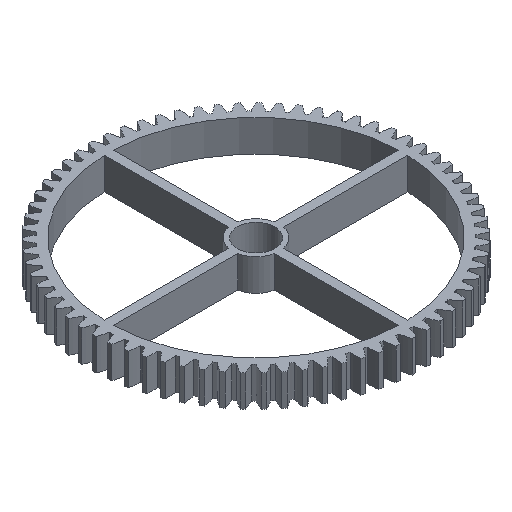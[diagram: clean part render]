
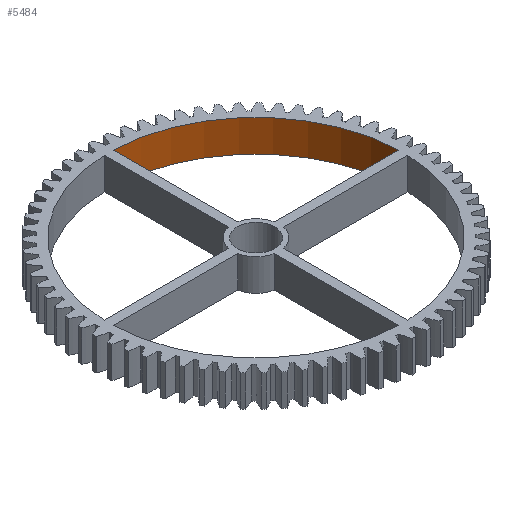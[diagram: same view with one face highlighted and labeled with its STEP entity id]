
A CAD part, isometric view. The second image highlights one B-rep face of the part: STEP entity #5484.
In plain terms, the highlighted cylindrical face has radius 32.5 mm (diameter 65 mm), a partial arc.
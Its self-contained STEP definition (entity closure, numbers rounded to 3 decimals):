
#33=CIRCLE('',#5819,32.5);
#34=CIRCLE('',#5820,32.5);
#615=CYLINDRICAL_SURFACE('',#5818,32.5);
#913=FACE_OUTER_BOUND('',#1216,.T.);
#1216=EDGE_LOOP('',(#3695,#3696,#3697,#3698));
#1539=LINE('',#8844,#1856);
#1540=LINE('',#8850,#1857);
#1856=VECTOR('',#6745,10.);
#1857=VECTOR('',#6752,10.);
#2171=VERTEX_POINT('',#8838);
#2173=VERTEX_POINT('',#8842);
#2174=VERTEX_POINT('',#8846);
#2175=VERTEX_POINT('',#8848);
#2783=EDGE_CURVE('',#2173,#2171,#1539,.T.);
#2784=EDGE_CURVE('',#2171,#2174,#33,.T.);
#2785=EDGE_CURVE('',#2175,#2173,#34,.T.);
#2786=EDGE_CURVE('',#2175,#2174,#1540,.T.);
#3695=ORIENTED_EDGE('',*,*,#2784,.F.);
#3696=ORIENTED_EDGE('',*,*,#2783,.F.);
#3697=ORIENTED_EDGE('',*,*,#2785,.F.);
#3698=ORIENTED_EDGE('',*,*,#2786,.T.);
#5484=ADVANCED_FACE('',(#913),#615,.F.);
#5818=AXIS2_PLACEMENT_3D('',#8845,#6746,#6747);
#5819=AXIS2_PLACEMENT_3D('',#8847,#6748,#6749);
#5820=AXIS2_PLACEMENT_3D('',#8849,#6750,#6751);
#6745=DIRECTION('',(0.,0.,-1.));
#6746=DIRECTION('center_axis',(0.,0.,-1.));
#6747=DIRECTION('ref_axis',(1.,0.,0.));
#6748=DIRECTION('center_axis',(0.,0.,1.));
#6749=DIRECTION('ref_axis',(1.,0.,0.));
#6750=DIRECTION('center_axis',(0.,0.,-1.));
#6751=DIRECTION('ref_axis',(1.,0.,0.));
#6752=DIRECTION('',(0.,0.,-1.));
#8838=CARTESIAN_POINT('',(32.485,1.,0.));
#8842=CARTESIAN_POINT('',(32.485,1.,7.));
#8844=CARTESIAN_POINT('',(32.485,1.,7.));
#8845=CARTESIAN_POINT('Origin',(0.,0.,7.));
#8846=CARTESIAN_POINT('',(1.,32.485,0.));
#8847=CARTESIAN_POINT('Origin',(0.,0.,0.));
#8848=CARTESIAN_POINT('',(1.,32.485,7.));
#8849=CARTESIAN_POINT('Origin',(0.,0.,7.));
#8850=CARTESIAN_POINT('',(1.,32.485,7.));
